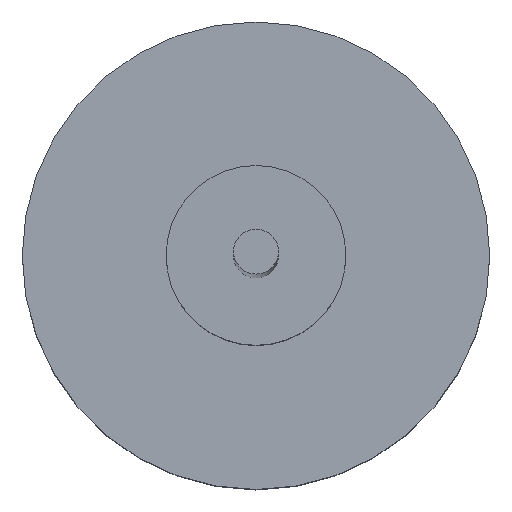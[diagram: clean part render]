
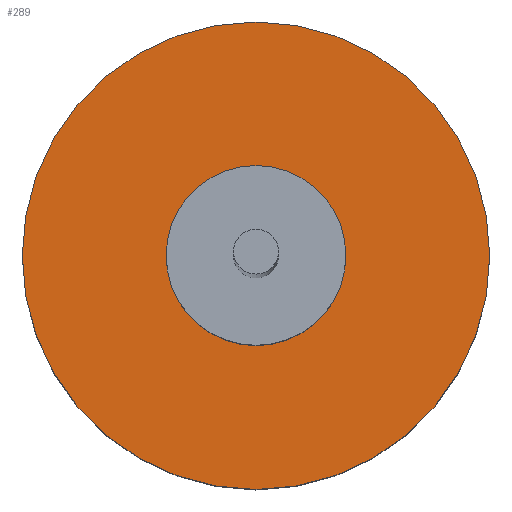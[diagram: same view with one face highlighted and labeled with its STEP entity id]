
A CAD part, top view. The second image highlights one B-rep face of the part: STEP entity #289.
In plain terms, the highlighted planar face has unit normal (0, 0, 1).
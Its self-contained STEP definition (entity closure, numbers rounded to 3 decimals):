
#30=CARTESIAN_POINT('',(0.,0.,0.078));
#31=DIRECTION('',(0.,0.,1.));
#32=DIRECTION('',(1.,0.,0.));
#33=AXIS2_PLACEMENT_3D('',#30,#31,#32);
#57=CARTESIAN_POINT('',(0.,0.,0.078));
#58=DIRECTION('',(0.,0.,1.));
#59=DIRECTION('',(1.,0.,0.));
#60=AXIS2_PLACEMENT_3D('',#57,#58,#59);
#62=CARTESIAN_POINT('',(0.,0.,0.078));
#63=DIRECTION('',(0.,0.,1.));
#64=DIRECTION('',(-1.,0.,0.));
#65=AXIS2_PLACEMENT_3D('',#62,#63,#64);
#76=CARTESIAN_POINT('',(0.,0.,0.078));
#77=DIRECTION('',(0.,0.,1.));
#78=DIRECTION('',(-1.,0.,0.));
#79=AXIS2_PLACEMENT_3D('',#76,#77,#78);
#153=CARTESIAN_POINT('',(0.13,0.,0.078));
#154=CARTESIAN_POINT('',(-0.13,0.,0.078));
#155=VERTEX_POINT('',#153);
#156=VERTEX_POINT('',#154);
#161=CARTESIAN_POINT('',(0.05,0.,0.078));
#162=CARTESIAN_POINT('',(-0.05,0.,0.078));
#163=VERTEX_POINT('',#161);
#164=VERTEX_POINT('',#162);
#275=CARTESIAN_POINT('',(0.,0.,0.078));
#276=DIRECTION('',(0.,0.,1.));
#277=DIRECTION('',(1.,0.,0.));
#278=AXIS2_PLACEMENT_3D('',#275,#276,#277);
#279=PLANE('',#278);
#280=ORIENTED_EDGE('',*,*,#255,.F.);
#281=ORIENTED_EDGE('',*,*,#269,.F.);
#282=EDGE_LOOP('',(#280,#281));
#283=FACE_OUTER_BOUND('',#282,.F.);
#284=ORIENTED_EDGE('',*,*,#219,.T.);
#286=ORIENTED_EDGE('',*,*,#285,.T.);
#287=EDGE_LOOP('',(#284,#286));
#288=FACE_BOUND('',#287,.F.);
#34=CIRCLE('',#33,0.05);
#61=CIRCLE('',#60,0.13);
#66=CIRCLE('',#65,0.13);
#80=CIRCLE('',#79,0.05);
#219=EDGE_CURVE('',#163,#164,#34,.T.);
#255=EDGE_CURVE('',#155,#156,#61,.T.);
#269=EDGE_CURVE('',#156,#155,#66,.T.);
#285=EDGE_CURVE('',#164,#163,#80,.T.);
#289=ADVANCED_FACE('',(#283,#288),#279,.T.);
